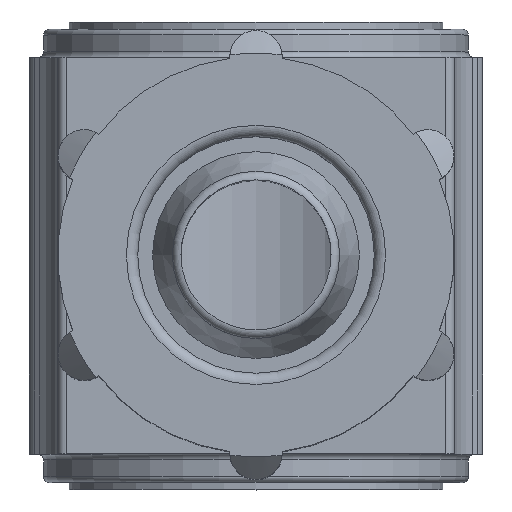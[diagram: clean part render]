
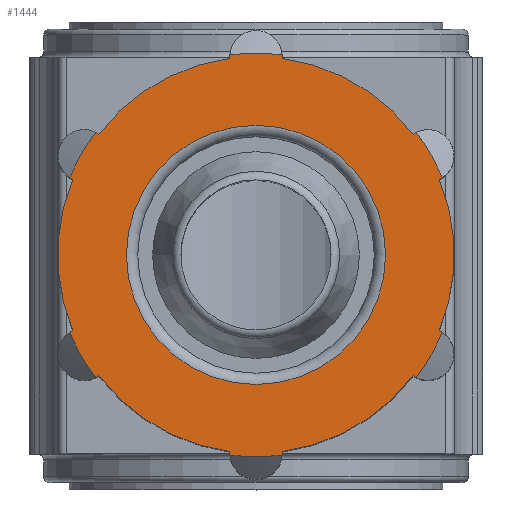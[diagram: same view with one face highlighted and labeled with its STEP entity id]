
A CAD part, top view. The second image highlights one B-rep face of the part: STEP entity #1444.
In plain terms, the highlighted face is planar.
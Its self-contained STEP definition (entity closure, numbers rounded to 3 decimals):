
#217=PLANE('',#1616);
#474=ORIENTED_EDGE('',*,*,#751,.F.);
#475=ORIENTED_EDGE('',*,*,#752,.F.);
#476=ORIENTED_EDGE('',*,*,#753,.T.);
#477=ORIENTED_EDGE('',*,*,#754,.T.);
#478=ORIENTED_EDGE('',*,*,#755,.T.);
#479=ORIENTED_EDGE('',*,*,#756,.F.);
#480=ORIENTED_EDGE('',*,*,#757,.T.);
#481=ORIENTED_EDGE('',*,*,#758,.T.);
#482=ORIENTED_EDGE('',*,*,#759,.T.);
#483=ORIENTED_EDGE('',*,*,#760,.F.);
#484=ORIENTED_EDGE('',*,*,#761,.T.);
#485=ORIENTED_EDGE('',*,*,#762,.T.);
#486=ORIENTED_EDGE('',*,*,#763,.T.);
#487=ORIENTED_EDGE('',*,*,#764,.F.);
#488=ORIENTED_EDGE('',*,*,#765,.T.);
#489=ORIENTED_EDGE('',*,*,#766,.T.);
#490=ORIENTED_EDGE('',*,*,#767,.T.);
#491=ORIENTED_EDGE('',*,*,#768,.F.);
#492=ORIENTED_EDGE('',*,*,#769,.T.);
#493=ORIENTED_EDGE('',*,*,#770,.T.);
#494=ORIENTED_EDGE('',*,*,#771,.T.);
#495=ORIENTED_EDGE('',*,*,#772,.F.);
#496=ORIENTED_EDGE('',*,*,#773,.T.);
#497=ORIENTED_EDGE('',*,*,#774,.T.);
#498=ORIENTED_EDGE('',*,*,#775,.T.);
#751=EDGE_CURVE('',#918,#918,#1026,.T.);
#752=EDGE_CURVE('',#919,#920,#1027,.F.);
#753=EDGE_CURVE('',#919,#921,#1028,.T.);
#754=EDGE_CURVE('',#921,#922,#1029,.T.);
#755=EDGE_CURVE('',#922,#923,#1030,.T.);
#756=EDGE_CURVE('',#924,#923,#1031,.F.);
#757=EDGE_CURVE('',#924,#925,#1032,.T.);
#758=EDGE_CURVE('',#925,#926,#1033,.T.);
#759=EDGE_CURVE('',#926,#927,#1034,.T.);
#760=EDGE_CURVE('',#928,#927,#1035,.F.);
#761=EDGE_CURVE('',#928,#929,#1036,.T.);
#762=EDGE_CURVE('',#929,#930,#1037,.T.);
#763=EDGE_CURVE('',#930,#931,#1038,.T.);
#764=EDGE_CURVE('',#932,#931,#1039,.F.);
#765=EDGE_CURVE('',#932,#933,#1040,.T.);
#766=EDGE_CURVE('',#933,#934,#1041,.T.);
#767=EDGE_CURVE('',#934,#935,#1042,.T.);
#768=EDGE_CURVE('',#936,#935,#1043,.F.);
#769=EDGE_CURVE('',#936,#937,#1044,.T.);
#770=EDGE_CURVE('',#937,#938,#1045,.T.);
#771=EDGE_CURVE('',#938,#939,#1046,.T.);
#772=EDGE_CURVE('',#940,#939,#1047,.F.);
#773=EDGE_CURVE('',#940,#941,#1048,.T.);
#774=EDGE_CURVE('',#941,#942,#1049,.T.);
#775=EDGE_CURVE('',#942,#920,#1050,.T.);
#918=VERTEX_POINT('',#2497);
#919=VERTEX_POINT('',#2499);
#920=VERTEX_POINT('',#2500);
#921=VERTEX_POINT('',#2502);
#922=VERTEX_POINT('',#2504);
#923=VERTEX_POINT('',#2506);
#924=VERTEX_POINT('',#2508);
#925=VERTEX_POINT('',#2510);
#926=VERTEX_POINT('',#2512);
#927=VERTEX_POINT('',#2514);
#928=VERTEX_POINT('',#2516);
#929=VERTEX_POINT('',#2518);
#930=VERTEX_POINT('',#2520);
#931=VERTEX_POINT('',#2522);
#932=VERTEX_POINT('',#2524);
#933=VERTEX_POINT('',#2526);
#934=VERTEX_POINT('',#2528);
#935=VERTEX_POINT('',#2530);
#936=VERTEX_POINT('',#2532);
#937=VERTEX_POINT('',#2534);
#938=VERTEX_POINT('',#2536);
#939=VERTEX_POINT('',#2538);
#940=VERTEX_POINT('',#2540);
#941=VERTEX_POINT('',#2542);
#942=VERTEX_POINT('',#2544);
#1026=CIRCLE('',#1617,4.575);
#1027=CIRCLE('',#1618,7.125);
#1028=CIRCLE('',#1619,0.925);
#1029=CIRCLE('',#1620,7.);
#1030=CIRCLE('',#1621,0.925);
#1031=CIRCLE('',#1622,7.125);
#1032=CIRCLE('',#1623,0.925);
#1033=CIRCLE('',#1624,7.);
#1034=CIRCLE('',#1625,0.925);
#1035=CIRCLE('',#1626,7.125);
#1036=CIRCLE('',#1627,0.925);
#1037=CIRCLE('',#1628,7.);
#1038=CIRCLE('',#1629,0.925);
#1039=CIRCLE('',#1630,7.125);
#1040=CIRCLE('',#1631,0.925);
#1041=CIRCLE('',#1632,7.);
#1042=CIRCLE('',#1633,0.925);
#1043=CIRCLE('',#1634,7.125);
#1044=CIRCLE('',#1635,0.925);
#1045=CIRCLE('',#1636,7.);
#1046=CIRCLE('',#1637,0.925);
#1047=CIRCLE('',#1638,7.125);
#1048=CIRCLE('',#1639,0.925);
#1049=CIRCLE('',#1640,7.);
#1050=CIRCLE('',#1641,0.925);
#1172=EDGE_LOOP('',(#474));
#1173=EDGE_LOOP('',(#475,#476,#477,#478,#479,#480,#481,#482,#483,#484,#485,
#486,#487,#488,#489,#490,#491,#492,#493,#494,#495,#496,#497,#498));
#1304=FACE_BOUND('',#1172,.T.);
#1305=FACE_BOUND('',#1173,.T.);
#1444=ADVANCED_FACE('',(#1304,#1305),#217,.T.);
#1616=AXIS2_PLACEMENT_3D('',#2495,#1988,#1989);
#1617=AXIS2_PLACEMENT_3D('',#2496,#1990,#1991);
#1618=AXIS2_PLACEMENT_3D('',#2498,#1992,#1993);
#1619=AXIS2_PLACEMENT_3D('',#2501,#1994,#1995);
#1620=AXIS2_PLACEMENT_3D('',#2503,#1996,#1997);
#1621=AXIS2_PLACEMENT_3D('',#2505,#1998,#1999);
#1622=AXIS2_PLACEMENT_3D('',#2507,#2000,#2001);
#1623=AXIS2_PLACEMENT_3D('',#2509,#2002,#2003);
#1624=AXIS2_PLACEMENT_3D('',#2511,#2004,#2005);
#1625=AXIS2_PLACEMENT_3D('',#2513,#2006,#2007);
#1626=AXIS2_PLACEMENT_3D('',#2515,#2008,#2009);
#1627=AXIS2_PLACEMENT_3D('',#2517,#2010,#2011);
#1628=AXIS2_PLACEMENT_3D('',#2519,#2012,#2013);
#1629=AXIS2_PLACEMENT_3D('',#2521,#2014,#2015);
#1630=AXIS2_PLACEMENT_3D('',#2523,#2016,#2017);
#1631=AXIS2_PLACEMENT_3D('',#2525,#2018,#2019);
#1632=AXIS2_PLACEMENT_3D('',#2527,#2020,#2021);
#1633=AXIS2_PLACEMENT_3D('',#2529,#2022,#2023);
#1634=AXIS2_PLACEMENT_3D('',#2531,#2024,#2025);
#1635=AXIS2_PLACEMENT_3D('',#2533,#2026,#2027);
#1636=AXIS2_PLACEMENT_3D('',#2535,#2028,#2029);
#1637=AXIS2_PLACEMENT_3D('',#2537,#2030,#2031);
#1638=AXIS2_PLACEMENT_3D('',#2539,#2032,#2033);
#1639=AXIS2_PLACEMENT_3D('',#2541,#2034,#2035);
#1640=AXIS2_PLACEMENT_3D('',#2543,#2036,#2037);
#1641=AXIS2_PLACEMENT_3D('',#2545,#2038,#2039);
#1988=DIRECTION('',(1.,0.,0.));
#1989=DIRECTION('',(0.,0.,-1.));
#1990=DIRECTION('',(1.,0.,0.));
#1991=DIRECTION('',(0.,0.,-1.));
#1992=DIRECTION('',(1.,0.,0.));
#1993=DIRECTION('',(0.,0.,-1.));
#1994=DIRECTION('',(1.,0.,0.));
#1995=DIRECTION('',(0.,0.,-1.));
#1996=DIRECTION('',(1.,0.,0.));
#1997=DIRECTION('',(0.,0.,-1.));
#1998=DIRECTION('',(1.,0.,0.));
#1999=DIRECTION('',(0.,0.,-1.));
#2000=DIRECTION('',(1.,0.,0.));
#2001=DIRECTION('',(0.,0.,-1.));
#2002=DIRECTION('',(1.,0.,0.));
#2003=DIRECTION('',(0.,0.,-1.));
#2004=DIRECTION('',(1.,0.,0.));
#2005=DIRECTION('',(0.,0.,-1.));
#2006=DIRECTION('',(1.,0.,0.));
#2007=DIRECTION('',(0.,0.,-1.));
#2008=DIRECTION('',(1.,0.,0.));
#2009=DIRECTION('',(0.,0.,-1.));
#2010=DIRECTION('',(1.,0.,0.));
#2011=DIRECTION('',(0.,0.,-1.));
#2012=DIRECTION('',(1.,0.,0.));
#2013=DIRECTION('',(0.,0.,-1.));
#2014=DIRECTION('',(1.,0.,0.));
#2015=DIRECTION('',(0.,0.,-1.));
#2016=DIRECTION('',(1.,0.,0.));
#2017=DIRECTION('',(0.,0.,-1.));
#2018=DIRECTION('',(1.,0.,0.));
#2019=DIRECTION('',(0.,0.,-1.));
#2020=DIRECTION('',(1.,0.,0.));
#2021=DIRECTION('',(0.,0.,-1.));
#2022=DIRECTION('',(1.,0.,0.));
#2023=DIRECTION('',(0.,0.,-1.));
#2024=DIRECTION('',(1.,0.,0.));
#2025=DIRECTION('',(0.,0.,-1.));
#2026=DIRECTION('',(1.,0.,0.));
#2027=DIRECTION('',(0.,0.,-1.));
#2028=DIRECTION('',(1.,0.,0.));
#2029=DIRECTION('',(0.,0.,-1.));
#2030=DIRECTION('',(1.,0.,0.));
#2031=DIRECTION('',(0.,0.,-1.));
#2032=DIRECTION('',(1.,0.,0.));
#2033=DIRECTION('',(0.,0.,-1.));
#2034=DIRECTION('',(1.,0.,0.));
#2035=DIRECTION('',(0.,0.,-1.));
#2036=DIRECTION('',(1.,0.,0.));
#2037=DIRECTION('',(0.,0.,-1.));
#2038=DIRECTION('',(1.,0.,0.));
#2039=DIRECTION('',(0.,0.,-1.));
#2495=CARTESIAN_POINT('',(12.5,1.75,3.031));
#2496=CARTESIAN_POINT('',(12.5,0.,0.));
#2497=CARTESIAN_POINT('',(12.5,0.,-4.575));
#2498=CARTESIAN_POINT('',(12.5,0.,0.));
#2499=CARTESIAN_POINT('',(12.5,-2.733,-6.58));
#2500=CARTESIAN_POINT('',(12.5,-4.332,-5.657));
#2501=CARTESIAN_POINT('',(12.5,-3.5,-6.062));
#2502=CARTESIAN_POINT('',(12.5,-2.67,-6.471));
#2503=CARTESIAN_POINT('',(12.5,0.,0.));
#2504=CARTESIAN_POINT('',(12.5,2.67,-6.471));
#2505=CARTESIAN_POINT('',(12.5,3.5,-6.062));
#2506=CARTESIAN_POINT('',(12.5,2.733,-6.58));
#2507=CARTESIAN_POINT('',(12.5,0.,0.));
#2508=CARTESIAN_POINT('',(12.5,4.332,-5.657));
#2509=CARTESIAN_POINT('',(12.5,3.5,-6.062));
#2510=CARTESIAN_POINT('',(12.5,4.269,-5.548));
#2511=CARTESIAN_POINT('',(12.5,0.,0.));
#2512=CARTESIAN_POINT('',(12.5,6.939,-0.923));
#2513=CARTESIAN_POINT('',(12.5,7.,0.));
#2514=CARTESIAN_POINT('',(12.5,7.065,-0.923));
#2515=CARTESIAN_POINT('',(12.5,0.,0.));
#2516=CARTESIAN_POINT('',(12.5,7.065,0.923));
#2517=CARTESIAN_POINT('',(12.5,7.,0.));
#2518=CARTESIAN_POINT('',(12.5,6.939,0.923));
#2519=CARTESIAN_POINT('',(12.5,0.,0.));
#2520=CARTESIAN_POINT('',(12.5,4.269,5.548));
#2521=CARTESIAN_POINT('',(12.5,3.5,6.062));
#2522=CARTESIAN_POINT('',(12.5,4.332,5.657));
#2523=CARTESIAN_POINT('',(12.5,0.,0.));
#2524=CARTESIAN_POINT('',(12.5,2.733,6.58));
#2525=CARTESIAN_POINT('',(12.5,3.5,6.062));
#2526=CARTESIAN_POINT('',(12.5,2.67,6.471));
#2527=CARTESIAN_POINT('',(12.5,0.,0.));
#2528=CARTESIAN_POINT('',(12.5,-2.67,6.471));
#2529=CARTESIAN_POINT('',(12.5,-3.5,6.062));
#2530=CARTESIAN_POINT('',(12.5,-2.733,6.58));
#2531=CARTESIAN_POINT('',(12.5,0.,0.));
#2532=CARTESIAN_POINT('',(12.5,-4.332,5.657));
#2533=CARTESIAN_POINT('',(12.5,-3.5,6.062));
#2534=CARTESIAN_POINT('',(12.5,-4.269,5.548));
#2535=CARTESIAN_POINT('',(12.5,0.,0.));
#2536=CARTESIAN_POINT('',(12.5,-6.939,0.923));
#2537=CARTESIAN_POINT('',(12.5,-7.,0.));
#2538=CARTESIAN_POINT('',(12.5,-7.065,0.923));
#2539=CARTESIAN_POINT('',(12.5,0.,0.));
#2540=CARTESIAN_POINT('',(12.5,-7.065,-0.923));
#2541=CARTESIAN_POINT('',(12.5,-7.,0.));
#2542=CARTESIAN_POINT('',(12.5,-6.939,-0.923));
#2543=CARTESIAN_POINT('',(12.5,0.,0.));
#2544=CARTESIAN_POINT('',(12.5,-4.269,-5.548));
#2545=CARTESIAN_POINT('',(12.5,-3.5,-6.062));
